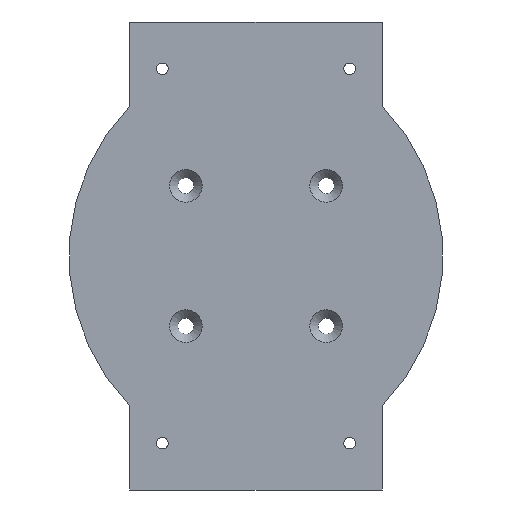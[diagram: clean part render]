
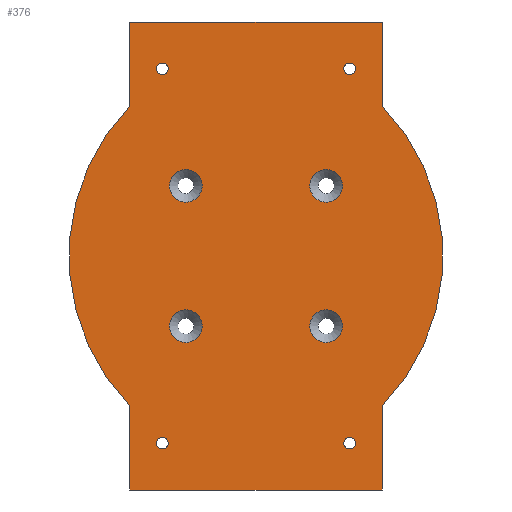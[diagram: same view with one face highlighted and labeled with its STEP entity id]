
A CAD part, front view. The second image highlights one B-rep face of the part: STEP entity #376.
In plain terms, the highlighted planar face has unit normal (0, -1, 0).
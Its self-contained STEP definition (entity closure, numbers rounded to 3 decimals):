
#19=FACE_BOUND('',#85,.T.);
#20=FACE_BOUND('',#86,.T.);
#21=FACE_BOUND('',#87,.T.);
#22=FACE_BOUND('',#88,.T.);
#23=FACE_BOUND('',#89,.T.);
#24=FACE_BOUND('',#90,.T.);
#25=FACE_BOUND('',#91,.T.);
#26=FACE_BOUND('',#92,.T.);
#52=PLANE('',#410);
#62=FACE_OUTER_BOUND('',#84,.T.);
#84=EDGE_LOOP('',(#299,#300,#301,#302,#303,#304,#305,#306));
#85=EDGE_LOOP('',(#307));
#86=EDGE_LOOP('',(#308));
#87=EDGE_LOOP('',(#309));
#88=EDGE_LOOP('',(#310));
#89=EDGE_LOOP('',(#311));
#90=EDGE_LOOP('',(#312));
#91=EDGE_LOOP('',(#313));
#92=EDGE_LOOP('',(#314));
#129=LINE('',#571,#149);
#132=LINE('',#577,#152);
#137=LINE('',#592,#157);
#140=LINE('',#598,#160);
#144=LINE('',#604,#164);
#145=LINE('',#606,#165);
#149=VECTOR('',#457,10.);
#152=VECTOR('',#462,10.);
#157=VECTOR('',#475,10.);
#160=VECTOR('',#480,10.);
#164=VECTOR('',#486,10.);
#165=VECTOR('',#489,10.);
#167=CIRCLE('',#400,46.);
#169=CIRCLE('',#405,46.);
#171=CIRCLE('',#411,3.5);
#172=CIRCLE('',#412,3.5);
#173=CIRCLE('',#413,3.5);
#174=CIRCLE('',#414,3.5);
#175=CIRCLE('',#415,1.23);
#176=CIRCLE('',#416,1.23);
#177=CIRCLE('',#417,1.23);
#178=CIRCLE('',#418,1.23);
#191=VERTEX_POINT('',#561);
#192=VERTEX_POINT('',#562);
#195=VERTEX_POINT('',#570);
#197=VERTEX_POINT('',#576);
#199=VERTEX_POINT('',#582);
#200=VERTEX_POINT('',#583);
#203=VERTEX_POINT('',#591);
#205=VERTEX_POINT('',#597);
#207=VERTEX_POINT('',#607);
#208=VERTEX_POINT('',#609);
#209=VERTEX_POINT('',#611);
#210=VERTEX_POINT('',#613);
#211=VERTEX_POINT('',#615);
#212=VERTEX_POINT('',#617);
#213=VERTEX_POINT('',#619);
#214=VERTEX_POINT('',#621);
#227=EDGE_CURVE('',#191,#192,#167,.T.);
#231=EDGE_CURVE('',#192,#195,#129,.T.);
#234=EDGE_CURVE('',#197,#191,#132,.T.);
#237=EDGE_CURVE('',#199,#200,#169,.T.);
#241=EDGE_CURVE('',#200,#203,#137,.T.);
#244=EDGE_CURVE('',#205,#199,#140,.T.);
#248=EDGE_CURVE('',#195,#205,#144,.T.);
#249=EDGE_CURVE('',#203,#197,#145,.T.);
#250=EDGE_CURVE('',#207,#207,#171,.T.);
#251=EDGE_CURVE('',#208,#208,#172,.T.);
#252=EDGE_CURVE('',#209,#209,#173,.T.);
#253=EDGE_CURVE('',#210,#210,#174,.T.);
#254=EDGE_CURVE('',#211,#211,#175,.T.);
#255=EDGE_CURVE('',#212,#212,#176,.T.);
#256=EDGE_CURVE('',#213,#213,#177,.T.);
#257=EDGE_CURVE('',#214,#214,#178,.T.);
#299=ORIENTED_EDGE('',*,*,#234,.T.);
#300=ORIENTED_EDGE('',*,*,#227,.T.);
#301=ORIENTED_EDGE('',*,*,#231,.T.);
#302=ORIENTED_EDGE('',*,*,#248,.T.);
#303=ORIENTED_EDGE('',*,*,#244,.T.);
#304=ORIENTED_EDGE('',*,*,#237,.T.);
#305=ORIENTED_EDGE('',*,*,#241,.T.);
#306=ORIENTED_EDGE('',*,*,#249,.T.);
#307=ORIENTED_EDGE('',*,*,#250,.T.);
#308=ORIENTED_EDGE('',*,*,#251,.T.);
#309=ORIENTED_EDGE('',*,*,#252,.T.);
#310=ORIENTED_EDGE('',*,*,#253,.T.);
#311=ORIENTED_EDGE('',*,*,#254,.T.);
#312=ORIENTED_EDGE('',*,*,#255,.T.);
#313=ORIENTED_EDGE('',*,*,#256,.T.);
#314=ORIENTED_EDGE('',*,*,#257,.T.);
#376=ADVANCED_FACE('',(#62,#19,#20,#21,#22,#23,#24,#25,#26),#52,.F.);
#400=AXIS2_PLACEMENT_3D('',#563,#449,#450);
#405=AXIS2_PLACEMENT_3D('',#584,#467,#468);
#410=AXIS2_PLACEMENT_3D('',#605,#487,#488);
#411=AXIS2_PLACEMENT_3D('',#608,#490,#491);
#412=AXIS2_PLACEMENT_3D('',#610,#492,#493);
#413=AXIS2_PLACEMENT_3D('',#612,#494,#495);
#414=AXIS2_PLACEMENT_3D('',#614,#496,#497);
#415=AXIS2_PLACEMENT_3D('',#616,#498,#499);
#416=AXIS2_PLACEMENT_3D('',#618,#500,#501);
#417=AXIS2_PLACEMENT_3D('',#620,#502,#503);
#418=AXIS2_PLACEMENT_3D('',#622,#504,#505);
#449=DIRECTION('center_axis',(0.,-1.,0.));
#450=DIRECTION('ref_axis',(0.718,0.,0.696));
#457=DIRECTION('',(0.,0.,-1.));
#462=DIRECTION('',(0.,0.,-1.));
#467=DIRECTION('center_axis',(0.,-1.,0.));
#468=DIRECTION('ref_axis',(-0.718,0.,-0.696));
#475=DIRECTION('',(0.,0.,1.));
#480=DIRECTION('',(0.,0.,1.));
#486=DIRECTION('',(1.,0.,0.));
#487=DIRECTION('center_axis',(0.,1.,0.));
#488=DIRECTION('ref_axis',(0.,0.,1.));
#489=DIRECTION('',(-1.,0.,0.));
#490=DIRECTION('center_axis',(0.,1.,0.));
#491=DIRECTION('ref_axis',(1.,0.,0.));
#492=DIRECTION('center_axis',(0.,1.,0.));
#493=DIRECTION('ref_axis',(1.,0.,0.));
#494=DIRECTION('center_axis',(0.,1.,0.));
#495=DIRECTION('ref_axis',(1.,0.,0.));
#496=DIRECTION('center_axis',(0.,1.,0.));
#497=DIRECTION('ref_axis',(1.,0.,0.));
#498=DIRECTION('center_axis',(0.,1.,0.));
#499=DIRECTION('ref_axis',(1.,0.,0.));
#500=DIRECTION('center_axis',(0.,1.,0.));
#501=DIRECTION('ref_axis',(1.,0.,0.));
#502=DIRECTION('center_axis',(0.,1.,0.));
#503=DIRECTION('ref_axis',(1.,0.,0.));
#504=DIRECTION('center_axis',(0.,1.,0.));
#505=DIRECTION('ref_axis',(1.,0.,0.));
#561=CARTESIAN_POINT('',(-27.,0.,32.));
#562=CARTESIAN_POINT('',(-27.,0.,-32.));
#563=CARTESIAN_POINT('Origin',(6.045,0.,0.));
#570=CARTESIAN_POINT('',(-27.,0.,-50.));
#571=CARTESIAN_POINT('',(-27.,0.,-25.));
#576=CARTESIAN_POINT('',(-27.,0.,50.));
#577=CARTESIAN_POINT('',(-27.,0.,16.));
#582=CARTESIAN_POINT('',(27.,0.,-32.));
#583=CARTESIAN_POINT('',(27.,0.,32.));
#584=CARTESIAN_POINT('Origin',(-6.045,0.,0.));
#591=CARTESIAN_POINT('',(27.,0.,50.));
#592=CARTESIAN_POINT('',(27.,0.,25.));
#597=CARTESIAN_POINT('',(27.,0.,-50.));
#598=CARTESIAN_POINT('',(27.,0.,-16.));
#604=CARTESIAN_POINT('',(-40.,0.,-50.));
#605=CARTESIAN_POINT('Origin',(0.,0.,0.));
#606=CARTESIAN_POINT('',(40.,0.,50.));
#607=CARTESIAN_POINT('',(-11.5,0.,-15.));
#608=CARTESIAN_POINT('Origin',(-15.,0.,-15.));
#609=CARTESIAN_POINT('',(18.5,0.,-15.));
#610=CARTESIAN_POINT('Origin',(15.,0.,-15.));
#611=CARTESIAN_POINT('',(18.5,0.,15.));
#612=CARTESIAN_POINT('Origin',(15.,0.,15.));
#613=CARTESIAN_POINT('',(-11.5,0.,15.));
#614=CARTESIAN_POINT('Origin',(-15.,0.,15.));
#615=CARTESIAN_POINT('',(18.771,0.,-40.));
#616=CARTESIAN_POINT('Origin',(20.,0.,-40.));
#617=CARTESIAN_POINT('',(-21.23,0.,-40.));
#618=CARTESIAN_POINT('Origin',(-20.,0.,-40.));
#619=CARTESIAN_POINT('',(-21.23,0.,40.));
#620=CARTESIAN_POINT('Origin',(-20.,0.,40.));
#621=CARTESIAN_POINT('',(18.771,0.,40.));
#622=CARTESIAN_POINT('Origin',(20.,0.,40.));
